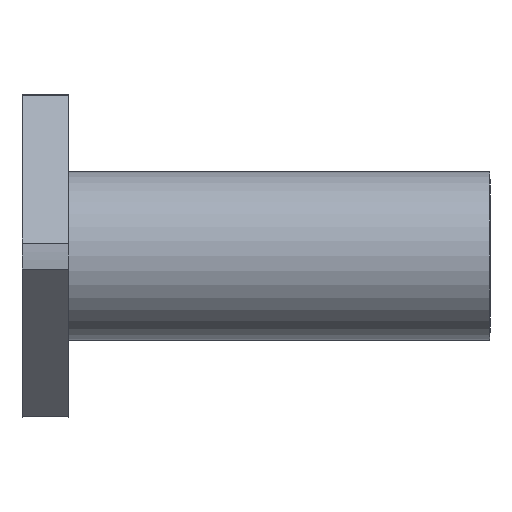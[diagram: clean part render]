
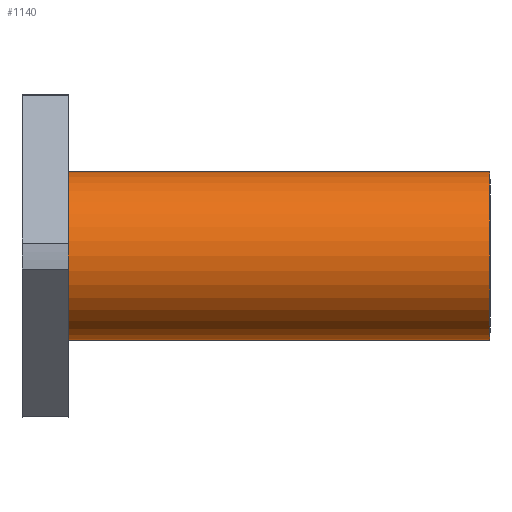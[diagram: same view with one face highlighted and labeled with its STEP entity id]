
A CAD part, front view. The second image highlights one B-rep face of the part: STEP entity #1140.
In plain terms, the highlighted cylindrical face has radius 11 mm (diameter 22 mm), a partial arc.
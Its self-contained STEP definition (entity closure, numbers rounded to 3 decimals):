
#106 = EDGE_LOOP ( 'NONE', ( #212, #213, #214, #215 ) ) ;
#212 = ORIENTED_EDGE ( 'NONE', *, *, #1126, .F. ) ;
#213 = ORIENTED_EDGE ( 'NONE', *, *, #1228, .T. ) ;
#214 = ORIENTED_EDGE ( 'NONE', *, *, #1207, .T. ) ;
#215 = ORIENTED_EDGE ( 'NONE', *, *, #1244, .F. ) ;
#328 = LINE ( 'NONE', #839, #346 ) ;
#346 = VECTOR ( 'NONE', #852, 1000. ) ;
#388 = FACE_OUTER_BOUND ( 'NONE', #106, .T. ) ;
#393 = CYLINDRICAL_SURFACE ( 'NONE', #1302, 11. ) ;
#463 = DIRECTION ( 'NONE',  ( 0., 0., 1. ) ) ;
#464 = DIRECTION ( 'NONE',  ( -1., 0., 0. ) ) ;
#465 = CARTESIAN_POINT ( 'NONE',  ( 0., 0., 0. ) ) ;
#564 = VERTEX_POINT ( 'NONE', #776 ) ;
#566 = VERTEX_POINT ( 'NONE', #778 ) ;
#567 = VERTEX_POINT ( 'NONE', #779 ) ;
#569 = VERTEX_POINT ( 'NONE', #781 ) ;
#776 = CARTESIAN_POINT ( 'NONE',  ( 61., 0., 11. ) ) ;
#778 = CARTESIAN_POINT ( 'NONE',  ( 61., 0., -11. ) ) ;
#779 = CARTESIAN_POINT ( 'NONE',  ( 6., 0., -11. ) ) ;
#781 = CARTESIAN_POINT ( 'NONE',  ( 6., 0., 11. ) ) ;
#839 = CARTESIAN_POINT ( 'NONE',  ( 0., 0., -11. ) ) ;
#852 = DIRECTION ( 'NONE',  ( -1., 0., 0. ) ) ;
#930 = CARTESIAN_POINT ( 'NONE',  ( 0., 0., 11. ) ) ;
#931 = DIRECTION ( 'NONE',  ( -1., 0., 0. ) ) ;
#978 = CARTESIAN_POINT ( 'NONE',  ( 61., 0., 0. ) ) ;
#986 = DIRECTION ( 'NONE',  ( -1., 0., 0. ) ) ;
#987 = DIRECTION ( 'NONE',  ( 0., 0., 1. ) ) ;
#1026 = CARTESIAN_POINT ( 'NONE',  ( 6., 0., 0. ) ) ;
#1028 = DIRECTION ( 'NONE',  ( -1., 0., 0. ) ) ;
#1029 = DIRECTION ( 'NONE',  ( 0., 0., 1. ) ) ;
#1126 = EDGE_CURVE ( 'NONE', #566, #567, #328, .T. ) ;
#1140 = ADVANCED_FACE ( 'NONE', ( #388 ), #393, .T. ) ;
#1207 = EDGE_CURVE ( 'NONE', #564, #569, #1531, .T. ) ;
#1228 = EDGE_CURVE ( 'NONE', #566, #564, #1559, .T. ) ;
#1244 = EDGE_CURVE ( 'NONE', #567, #569, #1580, .T. ) ;
#1302 = AXIS2_PLACEMENT_3D ( 'NONE', #465, #464, #463 ) ;
#1380 = AXIS2_PLACEMENT_3D ( 'NONE', #978, #986, #987 ) ;
#1385 = AXIS2_PLACEMENT_3D ( 'NONE', #1026, #1028, #1029 ) ;
#1531 = LINE ( 'NONE', #930, #1532 ) ;
#1532 = VECTOR ( 'NONE', #931, 1000. ) ;
#1559 = CIRCLE ( 'NONE', #1380, 11. ) ;
#1580 = CIRCLE ( 'NONE', #1385, 11. ) ;
